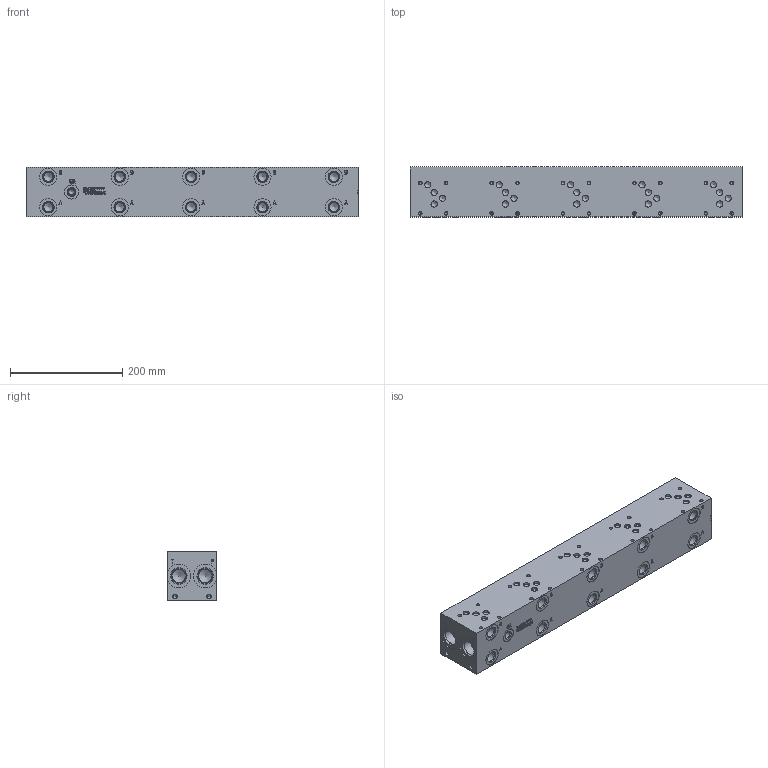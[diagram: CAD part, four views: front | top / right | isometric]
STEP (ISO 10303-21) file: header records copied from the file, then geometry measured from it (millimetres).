
FILE_DESCRIPTION(/* description */ (''),/* implementation_level */ '2;1');
FILE_NAME(/* name */ '_D05P055S_C.stp',/* time_stamp */ '2020-05-04T08:19:54-04:00',/* author */ ('alexanderw'),/* organization */ (''),/* preprocessor_version */ 'ST-DEVELOPER v17',/* originating_system */ 'Autodesk Inventor 2019',/* authorisation */ '');
FILE_SCHEMA (('AUTOMOTIVE_DESIGN { 1 0 10303 214 3 1 1 }'));
Length unit declared in the file: millimetre
Products named in the file (1): Part_AD05P055S~C_3D
Bounding box: 590.55 x 88.9 x 88.9 mm (x, y, z)
Volume: 4485797.3 mm3; surface area: 266505.2 mm2
Topology: 1 solids, 1 shells, 943 faces, 2579 edges, 1755 vertices
Faces by surface type: plane 466, bspline 219, cylinder 149, cone 109
Full cylindrical faces by diameter (mm): 5.105 x20, 6.35 x20, 6.528 x4, 7.925 x4, 10.719 x1, 11.125 x20, 12.9 x1, 14.275 x1, 14.29 x1, 14.529 x1, 15.875 x10, 15.9 x1, 17.501 x10, 19.05 x10, 19.253 x10, 20.62 x1, 22.23 x1, 22.54 x1, 23.012 x4, 24.917 x4, 25.019 x1, 26.99 x2, 27 x2, 27.432 x4, 30.16 x1, 30.632 x10, 42.037 x4
Entity records: 31564 total; most frequent: CARTESIAN_POINT 8065, ORIENTED_EDGE 5038, DIRECTION 4094, EDGE_CURVE 2519, VERTEX_POINT 1755, LINE 1518, VECTOR 1518, AXIS2_PLACEMENT_3D 1288
